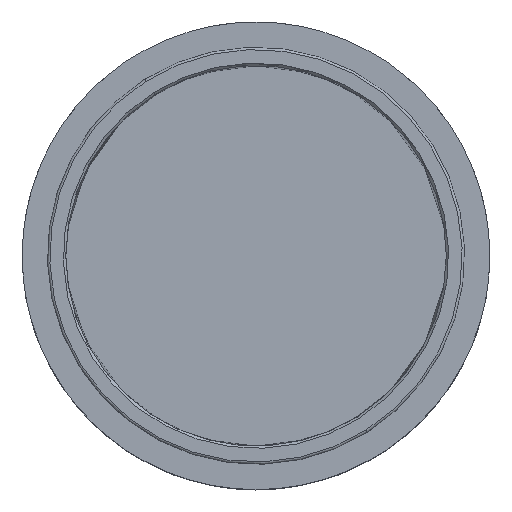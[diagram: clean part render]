
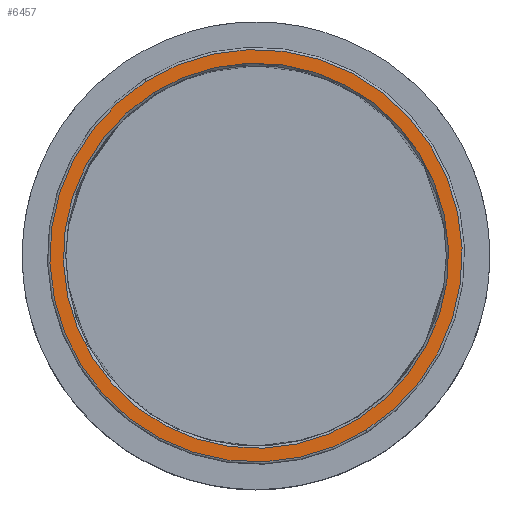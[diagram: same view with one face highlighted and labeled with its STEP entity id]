
A CAD part, top view. The second image highlights one B-rep face of the part: STEP entity #6457.
In plain terms, the highlighted planar face has unit normal (0, 0, 1).
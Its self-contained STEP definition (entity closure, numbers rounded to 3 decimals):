
#755 = CARTESIAN_POINT ( 'NONE',  ( 0., 0., 945. ) ) ;
#865 = PLANE ( 'NONE',  #19809 ) ;
#917 = CARTESIAN_POINT ( 'NONE',  ( 431.346, -685.595, 945. ) ) ;
#2639 = CARTESIAN_POINT ( 'NONE',  ( 461.753, -733.926, 945. ) ) ;
#3375 = VERTEX_POINT ( 'NONE', #13949 ) ;
#4980 = EDGE_LOOP ( 'NONE', ( #8142, #16817 ) ) ;
#5399 = CARTESIAN_POINT ( 'NONE',  ( 0., 0., 945. ) ) ;
#5402 = EDGE_CURVE ( 'NONE', #7347, #3375, #7547, .T. ) ;
#6457 = ADVANCED_FACE ( 'NONE', ( #12480, #16091 ), #865, .T. ) ;
#6619 = DIRECTION ( 'NONE',  ( -0.533, 0.846, 0. ) ) ;
#6963 = CARTESIAN_POINT ( 'NONE',  ( 0., 0., 945. ) ) ;
#7347 = VERTEX_POINT ( 'NONE', #2639 ) ;
#7547 = CIRCLE ( 'NONE', #19095, 867.1 ) ;
#7628 = DIRECTION ( 'NONE',  ( 0., 0., 1. ) ) ;
#8054 = VERTEX_POINT ( 'NONE', #917 ) ;
#8142 = ORIENTED_EDGE ( 'NONE', *, *, #17223, .F. ) ;
#8527 = EDGE_CURVE ( 'NONE', #8054, #19011, #12905, .T. ) ;
#9646 = AXIS2_PLACEMENT_3D ( 'NONE', #18265, #11589, #9682 ) ;
#9682 = DIRECTION ( 'NONE',  ( -0.533, 0.846, 0. ) ) ;
#10531 = EDGE_LOOP ( 'NONE', ( #11210, #14776 ) ) ;
#11210 = ORIENTED_EDGE ( 'NONE', *, *, #8527, .T. ) ;
#11589 = DIRECTION ( 'NONE',  ( 0., 0., -1. ) ) ;
#12083 = EDGE_CURVE ( 'NONE', #19011, #8054, #17972, .T. ) ;
#12370 = DIRECTION ( 'NONE',  ( 1., 0., 0. ) ) ;
#12480 = FACE_BOUND ( 'NONE', #10531, .T. ) ;
#12905 = CIRCLE ( 'NONE', #13257, 810. ) ;
#13257 = AXIS2_PLACEMENT_3D ( 'NONE', #6963, #19279, #15649 ) ;
#13949 = CARTESIAN_POINT ( 'NONE',  ( -461.753, 733.926, 945. ) ) ;
#13966 = DIRECTION ( 'NONE',  ( -0.533, 0.846, 0. ) ) ;
#14776 = ORIENTED_EDGE ( 'NONE', *, *, #12083, .T. ) ;
#15649 = DIRECTION ( 'NONE',  ( -0.533, 0.846, 0. ) ) ;
#15885 = DIRECTION ( 'NONE',  ( 0., 0., -1. ) ) ;
#16091 = FACE_OUTER_BOUND ( 'NONE', #4980, .T. ) ;
#16139 = CIRCLE ( 'NONE', #9646, 867.1 ) ;
#16781 = CARTESIAN_POINT ( 'NONE',  ( 0., 0., 945. ) ) ;
#16817 = ORIENTED_EDGE ( 'NONE', *, *, #5402, .F. ) ;
#16892 = DIRECTION ( 'NONE',  ( 0., 0., -1. ) ) ;
#17223 = EDGE_CURVE ( 'NONE', #3375, #7347, #16139, .T. ) ;
#17972 = CIRCLE ( 'NONE', #22300, 810. ) ;
#18265 = CARTESIAN_POINT ( 'NONE',  ( 0., 0., 945. ) ) ;
#19011 = VERTEX_POINT ( 'NONE', #19561 ) ;
#19095 = AXIS2_PLACEMENT_3D ( 'NONE', #5399, #15885, #13966 ) ;
#19279 = DIRECTION ( 'NONE',  ( 0., 0., -1. ) ) ;
#19561 = CARTESIAN_POINT ( 'NONE',  ( -431.346, 685.595, 945. ) ) ;
#19809 = AXIS2_PLACEMENT_3D ( 'NONE', #755, #7628, #12370 ) ;
#22300 = AXIS2_PLACEMENT_3D ( 'NONE', #16781, #16892, #6619 ) ;
